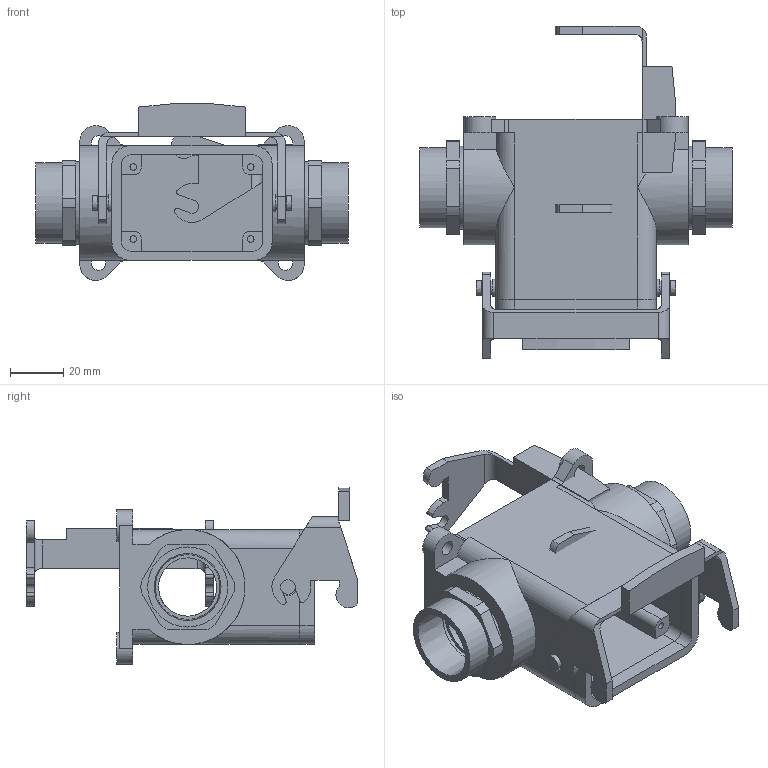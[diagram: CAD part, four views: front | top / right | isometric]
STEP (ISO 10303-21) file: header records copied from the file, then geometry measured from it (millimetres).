
FILE_DESCRIPTION( ( 'Unknown' ), '1' );
FILE_NAME( 'H_B_6_SGRLH_LB_NPT_34_ASM.stp', 'Unknown', ( 'Unknown' ), ( 'Unknown' ), 'PSStep 11.0', 'Unknown', ' ' );
FILE_SCHEMA( ( 'AUTOMOTIVE_DESIGN { 1 0 10303 214 1 1 1 1 }' ) );
Length unit declared in the file: millimetre
Products named in the file (3): Assem1; H_B_6_LB; H_B_6_SGRLH_LB_NPT_34
Bounding box: 117 x 124.25 x 66.24 mm (x, y, z)
Volume: 233210.5 mm3; surface area: 100533.9 mm2
Topology: 4 solids, 4 shells, 400 faces, 1042 edges, 686 vertices
Faces by surface type: plane 226, cylinder 170, cone 4
Full cylindrical faces by diameter (mm): 2.459 x8, 4.9 x4, 5.5 x12, 6.5 x4, 12 x8, 21.8 x4, 24.239 x4, 30 x4, 31 x4
Entity records: 7862 total; most frequent: CARTESIAN_POINT 1337, DIRECTION 1032, ORIENTED_EDGE 964, EDGE_CURVE 482, AXIS2_PLACEMENT_3D 367, VERTEX_POINT 332, LINE 298, VECTOR 298
